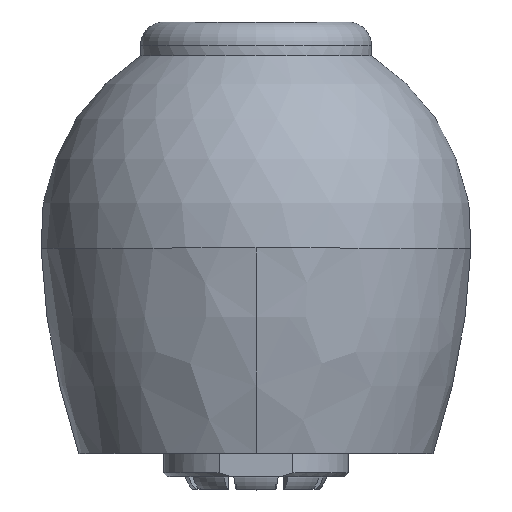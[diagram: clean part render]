
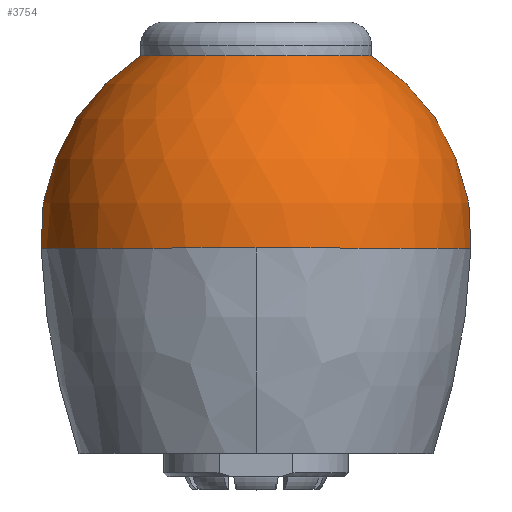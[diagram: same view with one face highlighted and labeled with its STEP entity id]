
A CAD part, top view. The second image highlights one B-rep face of the part: STEP entity #3754.
In plain terms, the highlighted spherical face has radius 28 mm.
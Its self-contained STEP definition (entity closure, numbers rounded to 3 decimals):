
#66=CARTESIAN_POINT('',(-16.914,26.647,-22.273));
#68=CARTESIAN_POINT('',(0.,26.647,0.));
#69=DIRECTION('',(0.,-1.,0.));
#70=DIRECTION('',(0.,0.,1.));
#71=AXIS2_PLACEMENT_3D('',#68,#69,#70);
#83=CARTESIAN_POINT('',(16.914,26.647,-22.273));
#115=CARTESIAN_POINT('',(0.,26.647,0.));
#116=DIRECTION('',(0.,1.,0.));
#117=DIRECTION('',(0.,0.,1.));
#118=AXIS2_PLACEMENT_3D('',#115,#116,#117);
#120=CARTESIAN_POINT('',(9.549,51.437,-11.98));
#121=CARTESIAN_POINT('',(9.589,51.459,-11.904));
#122=CARTESIAN_POINT('',(9.672,51.499,-11.758));
#123=CARTESIAN_POINT('',(9.803,51.546,-11.553));
#124=CARTESIAN_POINT('',(9.94,51.583,-11.36));
#125=CARTESIAN_POINT('',(10.081,51.61,-11.177));
#126=CARTESIAN_POINT('',(10.229,51.629,-11.002));
#127=CARTESIAN_POINT('',(10.383,51.641,-10.832));
#128=CARTESIAN_POINT('',(10.491,51.643,-10.721));
#129=CARTESIAN_POINT('',(10.547,51.643,-10.666));
#131=CARTESIAN_POINT('',(9.549,51.437,-11.98));
#132=CARTESIAN_POINT('',(9.904,51.166,-12.226));
#133=CARTESIAN_POINT('',(10.632,50.579,-12.733));
#134=CARTESIAN_POINT('',(11.79,49.502,-13.556));
#135=CARTESIAN_POINT('',(12.888,48.316,-14.36));
#136=CARTESIAN_POINT('',(13.887,47.068,-15.12));
#137=CARTESIAN_POINT('',(14.796,45.747,-15.847));
#138=CARTESIAN_POINT('',(15.604,44.37,-16.538));
#139=CARTESIAN_POINT('',(16.31,42.944,-17.194));
#140=CARTESIAN_POINT('',(16.909,41.477,-17.816));
#141=CARTESIAN_POINT('',(17.399,39.981,-18.403));
#142=CARTESIAN_POINT('',(17.779,38.463,-18.956));
#143=CARTESIAN_POINT('',(18.048,36.934,-19.476));
#144=CARTESIAN_POINT('',(18.206,35.403,-19.965));
#145=CARTESIAN_POINT('',(18.255,33.878,-20.422));
#146=CARTESIAN_POINT('',(18.195,32.369,-20.849));
#147=CARTESIAN_POINT('',(18.03,30.883,-21.246));
#148=CARTESIAN_POINT('',(17.761,29.429,-21.616));
#149=CARTESIAN_POINT('',(17.393,28.011,-21.959));
#150=CARTESIAN_POINT('',(17.084,27.096,-22.171));
#151=CARTESIAN_POINT('',(16.914,26.647,-22.273));
#153=CARTESIAN_POINT('',(-16.914,26.647,-22.273));
#154=CARTESIAN_POINT('',(-17.084,27.096,-22.171));
#155=CARTESIAN_POINT('',(-17.393,28.011,-21.959));
#156=CARTESIAN_POINT('',(-17.761,29.429,-21.616));
#157=CARTESIAN_POINT('',(-18.029,30.883,-21.246));
#158=CARTESIAN_POINT('',(-18.195,32.368,-20.849));
#159=CARTESIAN_POINT('',(-18.255,33.878,-20.422));
#160=CARTESIAN_POINT('',(-18.206,35.402,-19.965));
#161=CARTESIAN_POINT('',(-18.048,36.934,-19.476));
#162=CARTESIAN_POINT('',(-17.779,38.463,-18.956));
#163=CARTESIAN_POINT('',(-17.399,39.98,-18.403));
#164=CARTESIAN_POINT('',(-16.909,41.477,-17.816));
#165=CARTESIAN_POINT('',(-16.31,42.943,-17.195));
#166=CARTESIAN_POINT('',(-15.605,44.37,-16.539));
#167=CARTESIAN_POINT('',(-14.796,45.747,-15.848));
#168=CARTESIAN_POINT('',(-13.887,47.068,-15.12));
#169=CARTESIAN_POINT('',(-12.888,48.316,-14.36));
#170=CARTESIAN_POINT('',(-11.79,49.501,-13.556));
#171=CARTESIAN_POINT('',(-10.632,50.578,-12.733));
#172=CARTESIAN_POINT('',(-9.904,51.166,-12.226));
#173=CARTESIAN_POINT('',(-9.549,51.437,-11.98));
#175=CARTESIAN_POINT('',(-10.547,51.643,-10.666));
#176=CARTESIAN_POINT('',(-10.491,51.643,-10.721));
#177=CARTESIAN_POINT('',(-10.383,51.641,-10.832));
#178=CARTESIAN_POINT('',(-10.229,51.629,-11.002));
#179=CARTESIAN_POINT('',(-10.081,51.61,-11.177));
#180=CARTESIAN_POINT('',(-9.94,51.583,-11.36));
#181=CARTESIAN_POINT('',(-9.803,51.546,-11.553));
#182=CARTESIAN_POINT('',(-9.672,51.499,-11.758));
#183=CARTESIAN_POINT('',(-9.589,51.459,-11.904));
#184=CARTESIAN_POINT('',(-9.549,51.437,-11.98));
#186=CARTESIAN_POINT('',(0.,51.643,0.));
#187=DIRECTION('',(0.,1.,0.));
#188=DIRECTION('',(-0.703,0.,-0.711));
#189=AXIS2_PLACEMENT_3D('',#186,#187,#188);
#206=CARTESIAN_POINT('',(9.549,51.437,-11.98));
#2782=CARTESIAN_POINT('',(0.,26.647,27.967));
#2784=VERTEX_POINT('',#2782);
#2801=VERTEX_POINT('',#66);
#2804=VERTEX_POINT('',#83);
#2836=VERTEX_POINT('',#206);
#2837=VERTEX_POINT('',#129);
#2844=VERTEX_POINT('',#175);
#2845=VERTEX_POINT('',#184);
#3735=CARTESIAN_POINT('',(0.,28.,0.));
#3736=DIRECTION('',(0.,-1.,0.));
#3737=DIRECTION('',(0.,0.,1.));
#3738=AXIS2_PLACEMENT_3D('',#3735,#3736,#3737);
#3739=SPHERICAL_SURFACE('',#3738,28.);
#3741=ORIENTED_EDGE('',*,*,#3740,.F.);
#3743=ORIENTED_EDGE('',*,*,#3742,.T.);
#3744=ORIENTED_EDGE('',*,*,#3723,.F.);
#3745=ORIENTED_EDGE('',*,*,#3557,.T.);
#3747=ORIENTED_EDGE('',*,*,#3746,.T.);
#3749=ORIENTED_EDGE('',*,*,#3748,.F.);
#3751=ORIENTED_EDGE('',*,*,#3750,.T.);
#3752=EDGE_LOOP('',(#3741,#3743,#3744,#3745,#3747,#3749,#3751));
#3753=FACE_OUTER_BOUND('',#3752,.F.);
#3754=ADVANCED_FACE('',(#3753),#3739,.T.);
#72=CIRCLE('',#71,27.967);
#119=CIRCLE('',#118,27.967);
#130=B_SPLINE_CURVE_WITH_KNOTS('',3,(#120,#121,#122,#123,#124,#125,#126,#127,
#128,#129),.UNSPECIFIED.,.F.,.F.,(4,1,1,1,1,1,1,4),(0.,0.143,
0.286,0.429,0.571,0.714,
0.857,1.),.UNSPECIFIED.);
#152=B_SPLINE_CURVE_WITH_KNOTS('',3,(#131,#132,#133,#134,#135,#136,#137,#138,
#139,#140,#141,#142,#143,#144,#145,#146,#147,#148,#149,#150,#151),.UNSPECIFIED.,
.F.,.F.,(4,1,1,1,1,1,1,1,1,1,1,1,1,1,1,1,1,1,4),(0.,0.056,
0.111,0.167,0.222,0.278,
0.333,0.389,0.444,0.5,0.556,
0.611,0.667,0.722,0.778,
0.833,0.889,0.944,1.),.UNSPECIFIED.);
#174=B_SPLINE_CURVE_WITH_KNOTS('',3,(#153,#154,#155,#156,#157,#158,#159,#160,
#161,#162,#163,#164,#165,#166,#167,#168,#169,#170,#171,#172,#173),.UNSPECIFIED.,
.F.,.F.,(4,1,1,1,1,1,1,1,1,1,1,1,1,1,1,1,1,1,4),(0.,0.056,
0.111,0.167,0.222,0.278,
0.333,0.389,0.444,0.5,0.556,
0.611,0.667,0.722,0.778,
0.833,0.889,0.944,1.),.UNSPECIFIED.);
#185=B_SPLINE_CURVE_WITH_KNOTS('',3,(#175,#176,#177,#178,#179,#180,#181,#182,
#183,#184),.UNSPECIFIED.,.F.,.F.,(4,1,1,1,1,1,1,4),(0.,0.143,
0.286,0.429,0.571,0.714,
0.857,1.),.UNSPECIFIED.);
#190=CIRCLE('',#189,15.);
#3557=EDGE_CURVE('',#2784,#2801,#72,.T.);
#3723=EDGE_CURVE('',#2784,#2804,#119,.T.);
#3740=EDGE_CURVE('',#2836,#2837,#130,.T.);
#3742=EDGE_CURVE('',#2836,#2804,#152,.T.);
#3746=EDGE_CURVE('',#2801,#2845,#174,.T.);
#3748=EDGE_CURVE('',#2844,#2845,#185,.T.);
#3750=EDGE_CURVE('',#2844,#2837,#190,.T.);
